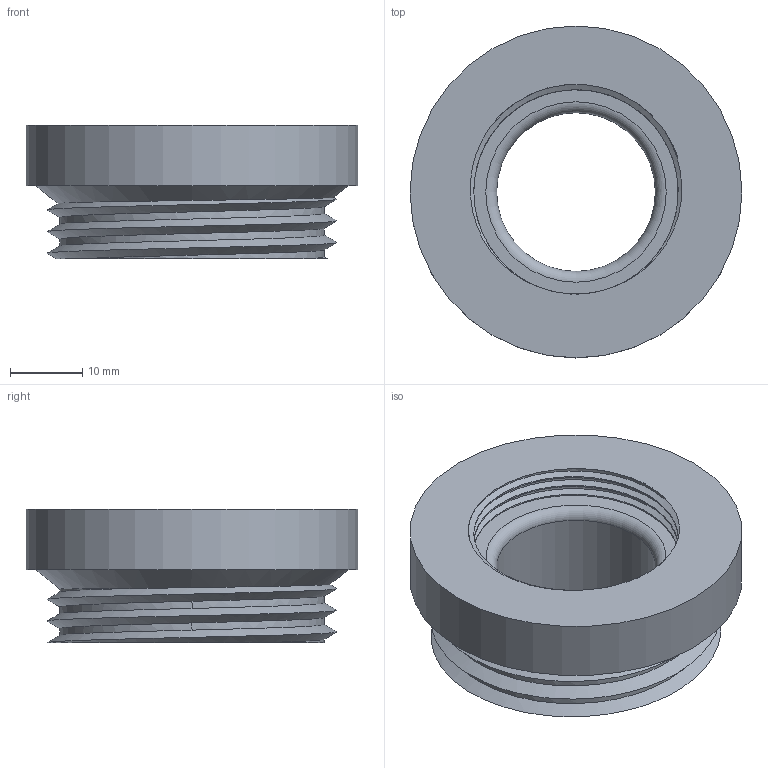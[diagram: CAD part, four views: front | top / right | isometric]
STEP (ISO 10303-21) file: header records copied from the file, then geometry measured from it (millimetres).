
FILE_DESCRIPTION(/* description */ (''),/* implementation_level */ '2;1');
FILE_NAME(/* name */ 'Link Nut-outer.step',/* time_stamp */ '2025-06-06T17:39:07+01:00',/* author */ (''),/* organization */ (''),/* preprocessor_version */ 'ST-DEVELOPER v20.1',/* originating_system */ 'Autodesk Translation Framework v14.10.0.0',/* authorisation */ '');
FILE_SCHEMA (('AUTOMOTIVE_DESIGN { 1 0 10303 214 3 1 1 }'));
Length unit declared in the file: millimetre
Products named in the file (1): Link Nut-outer
Bounding box: 46 x 46 x 18.5 mm (x, y, z)
Volume: 17337.2 mm3; surface area: 7054.3 mm2
Topology: 1 solids, 1 shells, 23 faces, 56 edges, 37 vertices
Faces by surface type: cylinder 13, plane 4, bspline 4, torus 1, cone 1
Full cylindrical faces by diameter (mm): 22 x1, 28.332 x2, 29.85 x2, 36.702 x1, 46 x1
Entity records: 3209 total; most frequent: CARTESIAN_POINT 2690, ORIENTED_EDGE 112, DIRECTION 77, EDGE_CURVE 56, VERTEX_POINT 37, AXIS2_PLACEMENT_3D 33, B_SPLINE_CURVE_WITH_KNOTS 32, EDGE_LOOP 27
